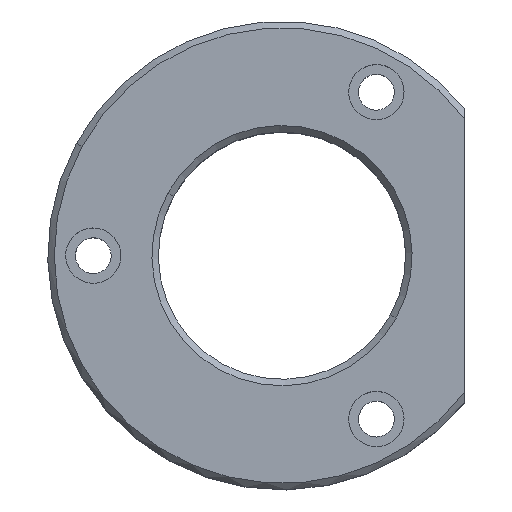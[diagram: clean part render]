
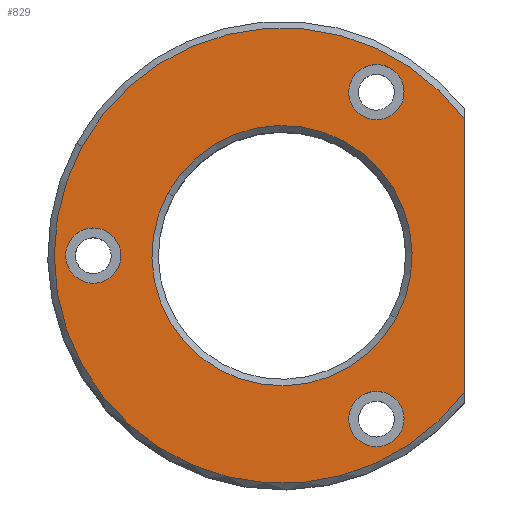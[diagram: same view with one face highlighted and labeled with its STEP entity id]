
A CAD part, top view. The second image highlights one B-rep face of the part: STEP entity #829.
In plain terms, the highlighted planar face has unit normal (0, 0, 1).
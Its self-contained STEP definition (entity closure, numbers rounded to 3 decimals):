
#296=CARTESIAN_POINT('Axis2P3D Location',(0.,0.,15.)) ;
#300=CARTESIAN_POINT('Vertex',(28.,-21.,15.)) ;
#302=CARTESIAN_POINT('Vertex',(-30.715,16.78,15.)) ;
#328=CARTESIAN_POINT('Axis2P3D Location',(0.,0.,15.)) ;
#332=CARTESIAN_POINT('Vertex',(28.,21.,15.)) ;
#357=CARTESIAN_POINT('Vertex',(17.552,-9.589,15.)) ;
#373=CARTESIAN_POINT('Vertex',(-17.552,9.589,15.)) ;
#376=CARTESIAN_POINT('Axis2P3D Location',(0.,0.,15.)) ;
#398=CARTESIAN_POINT('Axis2P3D Location',(0.,0.,15.)) ;
#716=CARTESIAN_POINT('Line Origine',(28.,0.,15.)) ;
#737=CARTESIAN_POINT('Axis2P3D Location',(14.5,25.115,15.)) ;
#741=CARTESIAN_POINT('Vertex',(18.23,23.077,15.)) ;
#743=CARTESIAN_POINT('Vertex',(10.77,27.152,15.)) ;
#763=CARTESIAN_POINT('Axis2P3D Location',(14.5,25.115,15.)) ;
#775=CARTESIAN_POINT('Axis2P3D Location',(-19.,0.,15.)) ;
#793=CARTESIAN_POINT('Axis2P3D Location',(14.5,-25.115,15.)) ;
#797=CARTESIAN_POINT('Vertex',(10.77,-23.077,15.)) ;
#799=CARTESIAN_POINT('Vertex',(18.23,-27.152,15.)) ;
#802=CARTESIAN_POINT('Axis2P3D Location',(14.5,-25.115,15.)) ;
#811=CARTESIAN_POINT('Axis2P3D Location',(-29.,0.,15.)) ;
#815=CARTESIAN_POINT('Vertex',(-32.73,2.038,15.)) ;
#817=CARTESIAN_POINT('Vertex',(-25.27,-2.038,15.)) ;
#820=CARTESIAN_POINT('Axis2P3D Location',(-29.,0.,15.)) ;
#297=DIRECTION('Axis2P3D Direction',(0.,0.,-1.)) ;
#329=DIRECTION('Axis2P3D Direction',(0.,0.,-1.)) ;
#377=DIRECTION('Axis2P3D Direction',(0.,0.,-1.)) ;
#399=DIRECTION('Axis2P3D Direction',(0.,0.,-1.)) ;
#717=DIRECTION('Vector Direction',(0.,1.,0.)) ;
#738=DIRECTION('Axis2P3D Direction',(0.,-0.,-1.)) ;
#764=DIRECTION('Axis2P3D Direction',(0.,-0.,-1.)) ;
#776=DIRECTION('Axis2P3D Direction',(0.,0.,-1.)) ;
#777=DIRECTION('Axis2P3D XDirection',(1.,0.,0.)) ;
#794=DIRECTION('Axis2P3D Direction',(0.,0.,-1.)) ;
#803=DIRECTION('Axis2P3D Direction',(0.,0.,-1.)) ;
#812=DIRECTION('Axis2P3D Direction',(0.,0.,-1.)) ;
#821=DIRECTION('Axis2P3D Direction',(0.,0.,-1.)) ;
#298=AXIS2_PLACEMENT_3D('Circle Axis2P3D',#296,#297,$) ;
#330=AXIS2_PLACEMENT_3D('Circle Axis2P3D',#328,#329,$) ;
#378=AXIS2_PLACEMENT_3D('Circle Axis2P3D',#376,#377,$) ;
#400=AXIS2_PLACEMENT_3D('Circle Axis2P3D',#398,#399,$) ;
#739=AXIS2_PLACEMENT_3D('Circle Axis2P3D',#737,#738,$) ;
#765=AXIS2_PLACEMENT_3D('Circle Axis2P3D',#763,#764,$) ;
#778=AXIS2_PLACEMENT_3D('Plane Axis2P3D',#775,#776,#777) ;
#795=AXIS2_PLACEMENT_3D('Circle Axis2P3D',#793,#794,$) ;
#804=AXIS2_PLACEMENT_3D('Circle Axis2P3D',#802,#803,$) ;
#813=AXIS2_PLACEMENT_3D('Circle Axis2P3D',#811,#812,$) ;
#822=AXIS2_PLACEMENT_3D('Circle Axis2P3D',#820,#821,$) ;
#781=ORIENTED_EDGE('',*,*,#720,.T.) ;
#782=ORIENTED_EDGE('',*,*,#334,.F.) ;
#783=ORIENTED_EDGE('',*,*,#304,.F.) ;
#786=ORIENTED_EDGE('',*,*,#767,.T.) ;
#787=ORIENTED_EDGE('',*,*,#745,.T.) ;
#790=ORIENTED_EDGE('',*,*,#402,.T.) ;
#791=ORIENTED_EDGE('',*,*,#380,.T.) ;
#808=ORIENTED_EDGE('',*,*,#801,.T.) ;
#809=ORIENTED_EDGE('',*,*,#806,.T.) ;
#826=ORIENTED_EDGE('',*,*,#819,.T.) ;
#827=ORIENTED_EDGE('',*,*,#824,.T.) ;
#788=FACE_BOUND('',#785,.T.) ;
#792=FACE_BOUND('',#789,.T.) ;
#810=FACE_BOUND('',#807,.T.) ;
#828=FACE_BOUND('',#825,.T.) ;
#718=VECTOR('Line Direction',#717,1.) ;
#829=ADVANCED_FACE('PartBody',(#784,#788,#792,#810,#828),#779,.F.) ;
#299=CIRCLE('generated circle',#298,35.) ;
#331=CIRCLE('generated circle',#330,35.) ;
#379=CIRCLE('generated circle',#378,20.) ;
#401=CIRCLE('generated circle',#400,20.) ;
#740=CIRCLE('generated circle',#739,4.25) ;
#766=CIRCLE('generated circle',#765,4.25) ;
#796=CIRCLE('generated circle',#795,4.25) ;
#805=CIRCLE('generated circle',#804,4.25) ;
#814=CIRCLE('generated circle',#813,4.25) ;
#823=CIRCLE('generated circle',#822,4.25) ;
#304=EDGE_CURVE('',#301,#303,#299,.T.) ;
#334=EDGE_CURVE('',#303,#333,#331,.T.) ;
#380=EDGE_CURVE('',#358,#374,#379,.T.) ;
#402=EDGE_CURVE('',#374,#358,#401,.T.) ;
#720=EDGE_CURVE('',#301,#333,#719,.T.) ;
#745=EDGE_CURVE('',#742,#744,#740,.T.) ;
#767=EDGE_CURVE('',#744,#742,#766,.T.) ;
#801=EDGE_CURVE('',#798,#800,#796,.T.) ;
#806=EDGE_CURVE('',#800,#798,#805,.T.) ;
#819=EDGE_CURVE('',#816,#818,#814,.T.) ;
#824=EDGE_CURVE('',#818,#816,#823,.T.) ;
#780=EDGE_LOOP('',(#781,#782,#783)) ;
#785=EDGE_LOOP('',(#786,#787)) ;
#789=EDGE_LOOP('',(#790,#791)) ;
#807=EDGE_LOOP('',(#808,#809)) ;
#825=EDGE_LOOP('',(#826,#827)) ;
#784=FACE_OUTER_BOUND('',#780,.T.) ;
#719=LINE('Line',#716,#718) ;
#779=PLANE('Plane',#778) ;
#301=VERTEX_POINT('',#300) ;
#303=VERTEX_POINT('',#302) ;
#333=VERTEX_POINT('',#332) ;
#358=VERTEX_POINT('',#357) ;
#374=VERTEX_POINT('',#373) ;
#742=VERTEX_POINT('',#741) ;
#744=VERTEX_POINT('',#743) ;
#798=VERTEX_POINT('',#797) ;
#800=VERTEX_POINT('',#799) ;
#816=VERTEX_POINT('',#815) ;
#818=VERTEX_POINT('',#817) ;
